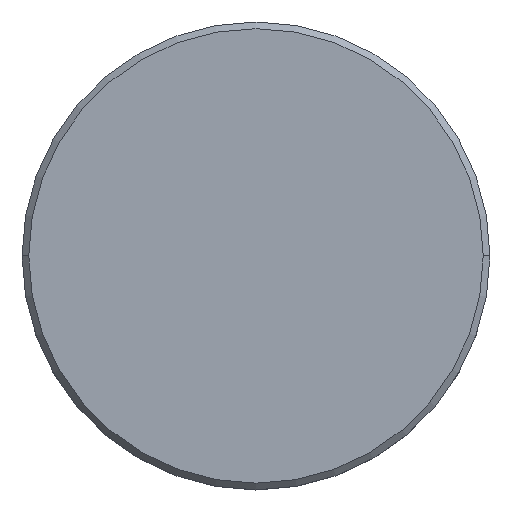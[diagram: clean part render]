
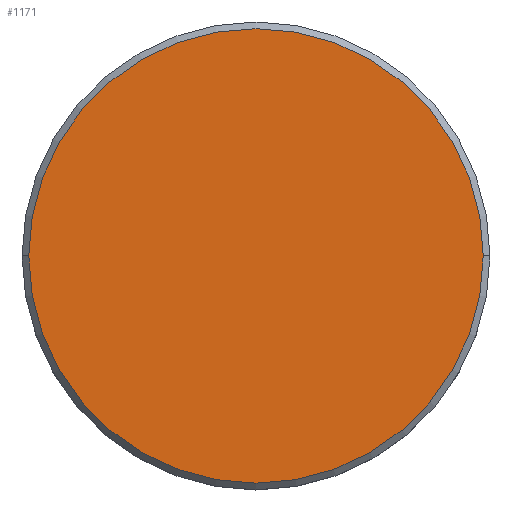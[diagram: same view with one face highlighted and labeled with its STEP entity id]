
A CAD part, top view. The second image highlights one B-rep face of the part: STEP entity #1171.
In plain terms, the highlighted planar face has unit normal (0, 0, 1).
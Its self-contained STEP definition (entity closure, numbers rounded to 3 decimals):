
#21 = CARTESIAN_POINT ( 'NONE',  ( 17., 0., 0. ) ) ;
#79 = DIRECTION ( 'NONE',  ( 0., 0., 1. ) ) ;
#103 = DIRECTION ( 'NONE',  ( 1., 0., 0. ) ) ;
#109 = CARTESIAN_POINT ( 'NONE',  ( 0., 0., 0. ) ) ;
#222 = AXIS2_PLACEMENT_3D ( 'NONE', #893, #79, #1005 ) ;
#226 = AXIS2_PLACEMENT_3D ( 'NONE', #729, #1092, #103 ) ;
#333 = EDGE_CURVE ( 'NONE', #606, #558, #733, .T. ) ;
#376 = FACE_OUTER_BOUND ( 'NONE', #840, .T. ) ;
#455 = PLANE ( 'NONE',  #226 ) ;
#558 = VERTEX_POINT ( 'NONE', #21 ) ;
#606 = VERTEX_POINT ( 'NONE', #979 ) ;
#660 = ORIENTED_EDGE ( 'NONE', *, *, #333, .T. ) ;
#693 = AXIS2_PLACEMENT_3D ( 'NONE', #109, #714, #902 ) ;
#714 = DIRECTION ( 'NONE',  ( 0., 0., 1. ) ) ;
#729 = CARTESIAN_POINT ( 'NONE',  ( 0., 0., 0. ) ) ;
#733 = CIRCLE ( 'NONE', #222, 17. ) ;
#768 = CIRCLE ( 'NONE', #693, 17. ) ;
#770 = ORIENTED_EDGE ( 'NONE', *, *, #878, .T. ) ;
#840 = EDGE_LOOP ( 'NONE', ( #660, #770 ) ) ;
#878 = EDGE_CURVE ( 'NONE', #558, #606, #768, .T. ) ;
#893 = CARTESIAN_POINT ( 'NONE',  ( 0., 0., 0. ) ) ;
#902 = DIRECTION ( 'NONE',  ( 1., 0., 0. ) ) ;
#979 = CARTESIAN_POINT ( 'NONE',  ( -17., 0., 0. ) ) ;
#1005 = DIRECTION ( 'NONE',  ( 1., 0., 0. ) ) ;
#1092 = DIRECTION ( 'NONE',  ( 0., 0., 1. ) ) ;
#1171 = ADVANCED_FACE ( 'NONE', ( #376 ), #455, .T. ) ;
